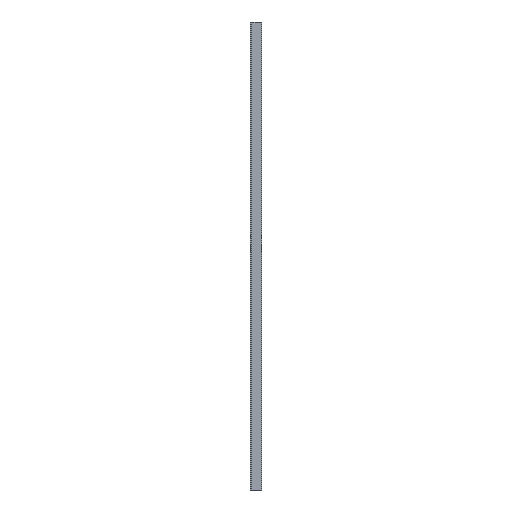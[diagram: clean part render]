
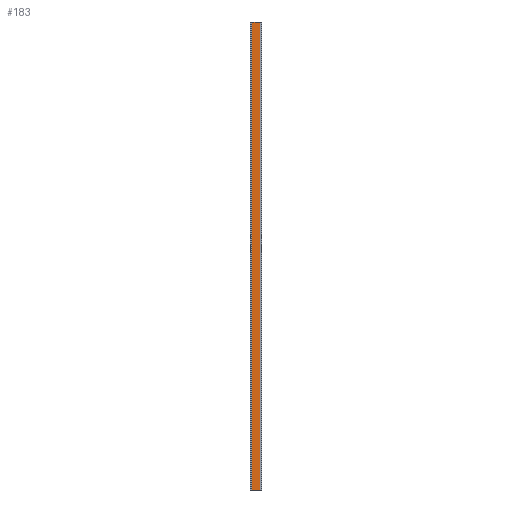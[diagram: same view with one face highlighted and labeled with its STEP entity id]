
A CAD part, left-side view. The second image highlights one B-rep face of the part: STEP entity #183.
In plain terms, the highlighted planar face has unit normal (-1, 0, 0).
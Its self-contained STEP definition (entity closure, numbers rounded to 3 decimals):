
#183=ADVANCED_FACE('',(#257),#258,.F.);
#257=FACE_OUTER_BOUND('',#343,.T.);
#258=PLANE('',#344);
#343=EDGE_LOOP('',(#616,#617,#618,#619));
#344=AXIS2_PLACEMENT_3D('',#620,#621,#622);
#616=ORIENTED_EDGE('',*,*,#844,.T.);
#617=ORIENTED_EDGE('',*,*,#845,.F.);
#618=ORIENTED_EDGE('',*,*,#775,.F.);
#619=ORIENTED_EDGE('',*,*,#843,.T.);
#620=CARTESIAN_POINT('',(-2.5,-0.225,1500.0));
#621=DIRECTION('',(1.0,0.,0.0));
#622=DIRECTION('',(0.,1.0,0.0));
#775=EDGE_CURVE('',#927,#929,#930,.T.);
#843=EDGE_CURVE('',#927,#1035,#1037,.T.);
#844=EDGE_CURVE('',#1035,#1038,#1039,.T.);
#845=EDGE_CURVE('',#929,#1038,#1040,.T.);
#927=VERTEX_POINT('',#1150);
#929=VERTEX_POINT('',#1152);
#930=LINE('',#1153,#1154);
#1035=VERTEX_POINT('',#1310);
#1037=LINE('',#1312,#1313);
#1038=VERTEX_POINT('',#1314);
#1039=LINE('',#1315,#1316);
#1040=LINE('',#1317,#1318);
#1150=CARTESIAN_POINT('',(-2.5,26.25,1500.0));
#1152=CARTESIAN_POINT('',(-2.5,-26.7,1500.0));
#1153=CARTESIAN_POINT('',(-2.5,-0.225,1500.0));
#1154=VECTOR('',#1423,1.0);
#1310=CARTESIAN_POINT('',(-2.5,26.25,-1500.0));
#1312=CARTESIAN_POINT('',(-2.5,26.25,1500.0));
#1313=VECTOR('',#1523,1.0);
#1314=CARTESIAN_POINT('',(-2.5,-26.7,-1500.0));
#1315=CARTESIAN_POINT('',(-2.5,-0.225,-1500.0));
#1316=VECTOR('',#1524,1.0);
#1317=CARTESIAN_POINT('',(-2.5,-26.7,1500.0));
#1318=VECTOR('',#1525,1.0);
#1423=DIRECTION('',(0.,-1.0,0.0));
#1523=DIRECTION('',(0.0,0.0,-1.0));
#1524=DIRECTION('',(0.,-1.0,0.0));
#1525=DIRECTION('',(0.0,0.0,-1.0));
